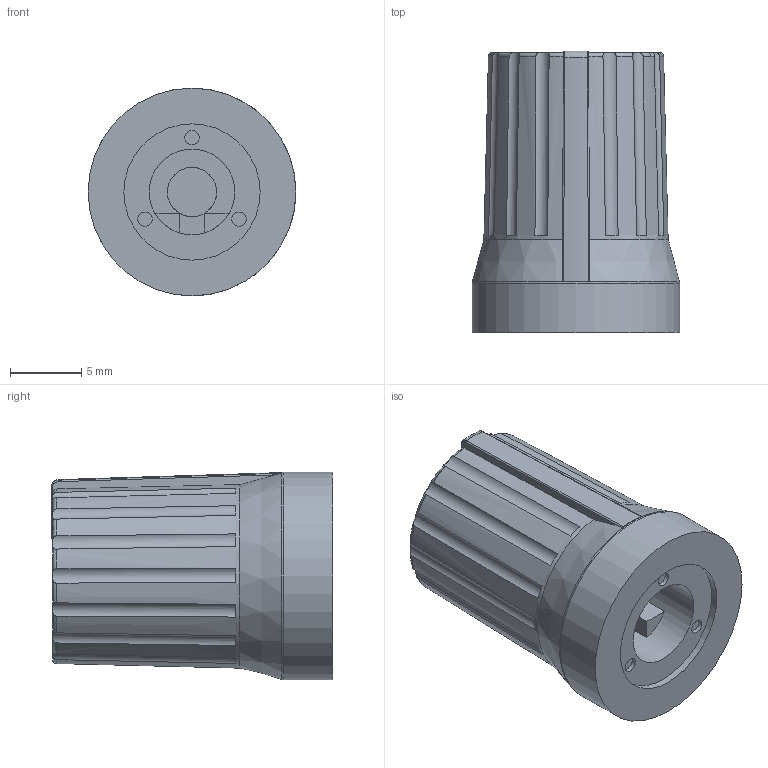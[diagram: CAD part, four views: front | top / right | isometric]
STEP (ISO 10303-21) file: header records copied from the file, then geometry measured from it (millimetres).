
FILE_DESCRIPTION(/* description */ (''),/* implementation_level */ '2;1');
FILE_NAME(/* name */ 'chroma cap.step',/* time_stamp */ '2017-05-18T16:33:49+02:00',/* author */ (''),/* organization */ (''),/* preprocessor_version */ 'ST-DEVELOPER v16.13',/* originating_system */ 'Autodesk Translation Framework v6.1.1.50',/* authorisation */ '');
FILE_SCHEMA (('AUTOMOTIVE_DESIGN { 1 0 10303 214 3 1 1 }'));
Length unit declared in the file: millimetre
Products named in the file (1): chroma cap v8
Bounding box: 14.53 x 19.7 x 14.53 mm (x, y, z)
Volume: 2281.7 mm3; surface area: 2762.8 mm2
Topology: 2 solids, 2 shells, 105 faces, 275 edges, 177 vertices
Faces by surface type: cylinder 42, plane 41, cone 13, torus 5, bspline 4
Full cylindrical faces by diameter (mm): 1 x3, 3.448 x1, 6 x1, 9.533 x2, 14.533 x1
Entity records: 3638 total; most frequent: CARTESIAN_POINT 1129, DIRECTION 525, ORIENTED_EDGE 506, EDGE_CURVE 253, AXIS2_PLACEMENT_3D 225, VERTEX_POINT 171, EDGE_LOOP 126, FACE_OUTER_BOUND 105
